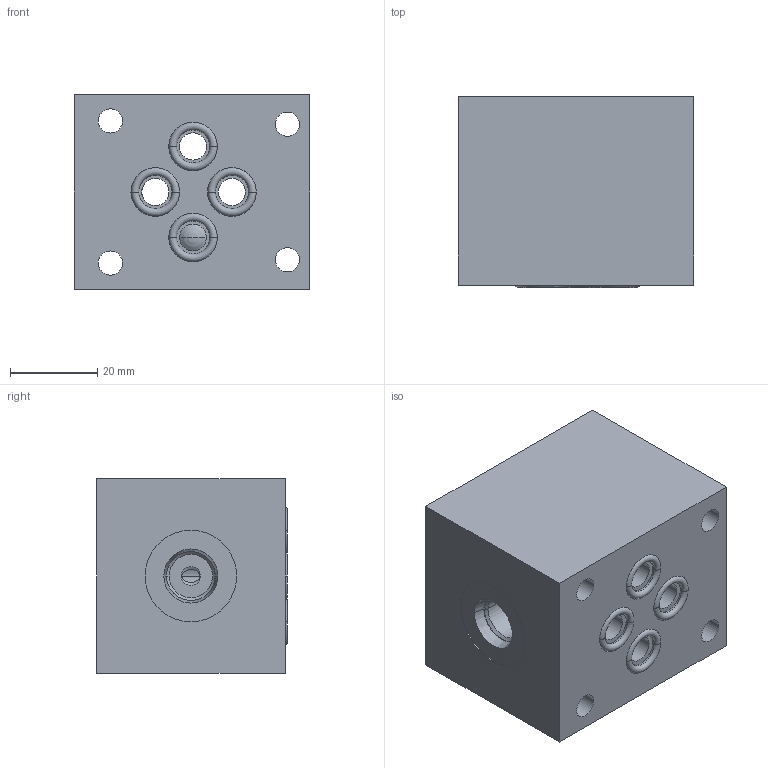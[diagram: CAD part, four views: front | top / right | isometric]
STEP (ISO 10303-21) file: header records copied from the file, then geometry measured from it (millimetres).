
FILE_DESCRIPTION((''),'2;1');
FILE_NAME('ILC70342500','2005-05-04T',('KR'),(''),'PRO/ENGINEER BY PARAMETRIC TECHNOLOGY CORPORATION, 2004290','PRO/ENGINEER BY PARAMETRIC TECHNOLOGY CORPORATION, 2004290','');
FILE_SCHEMA(('AUTOMOTIVE_DESIGN_CC2 { 1 2 10303 214 -1 1 5 2 }'));
Length unit declared in the file: inch
Products named in the file (1): ILC70342500
Bounding box: 53.98 x 43.69 x 44.45 mm (x, y, z)
Volume: 90959.9 mm3; surface area: 22329.4 mm2
Topology: 1 solids, 3 shells, 101 faces, 235 edges, 136 vertices
Faces by surface type: cylinder 52, plane 20, torus 16, cone 10, sphere 3
Entity records: 3355 total; most frequent: CARTESIAN_POINT 715, DIRECTION 554, ORIENTED_EDGE 454, AXIS2_PLACEMENT_3D 237, EDGE_CURVE 231, VERTEX_POINT 136, CIRCLE 135, EDGE_LOOP 133
